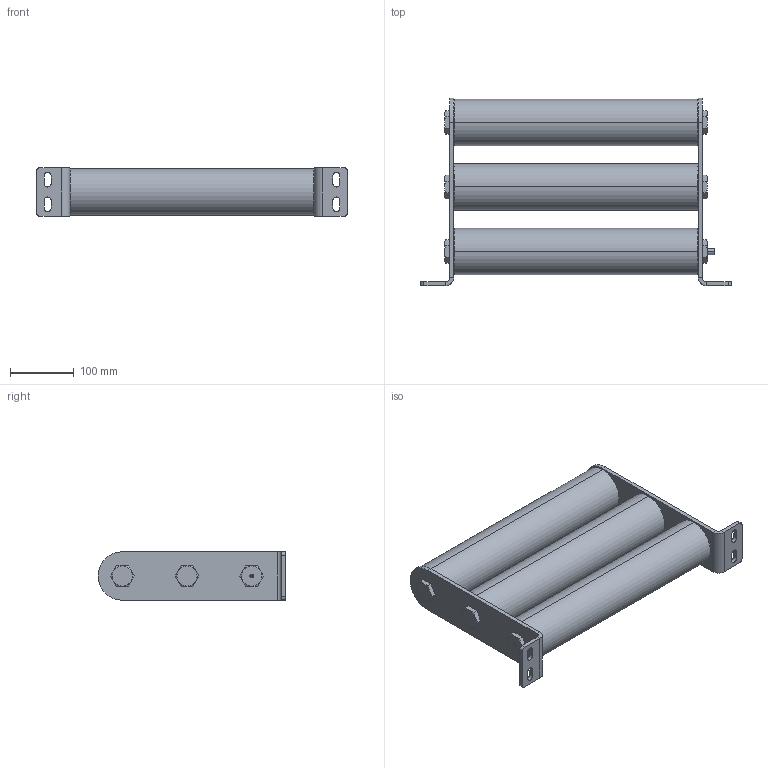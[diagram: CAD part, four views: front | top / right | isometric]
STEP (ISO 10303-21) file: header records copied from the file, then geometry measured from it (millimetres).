
FILE_DESCRIPTION (( 'STEP AP214' ), '1' );
FILE_NAME ('24410.STEP', '2024-06-11T21:24:48', ( '' ), ( '' ), 'SwSTEP 2.0', 'SolidWorks 2021', '' );
FILE_SCHEMA (( 'AUTOMOTIVE_DESIGN' ));
Length unit declared in the file: inch
Products named in the file (1): 24410
Bounding box: 488.75 x 295.4 x 76.2 mm (x, y, z)
Volume: 1187628.1 mm3; surface area: 643916.3 mm2
Topology: 13 solids, 13 shells, 311 faces, 672 edges, 397 vertices
Faces by surface type: plane 133, cylinder 104, cone 70, torus 2, sphere 2
Entity records: 12945 total; most frequent: CARTESIAN_POINT 1837, DIRECTION 1516, ORIENTED_EDGE 1344, EDGE_CURVE 672, AXIS2_PLACEMENT_3D 604, VERTEX_POINT 397, EDGE_LOOP 353, LENGTH_MEASURE_WITH_UNIT 326
